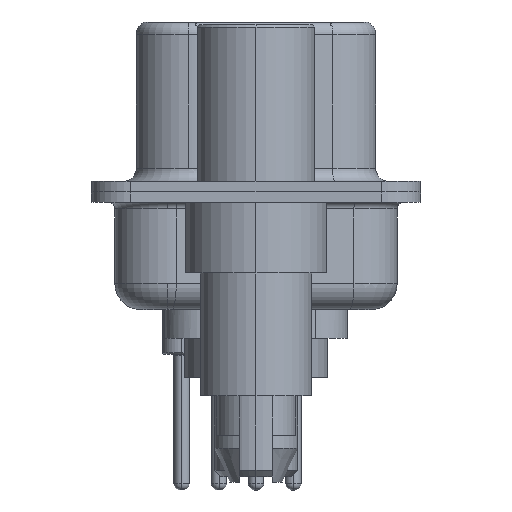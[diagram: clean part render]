
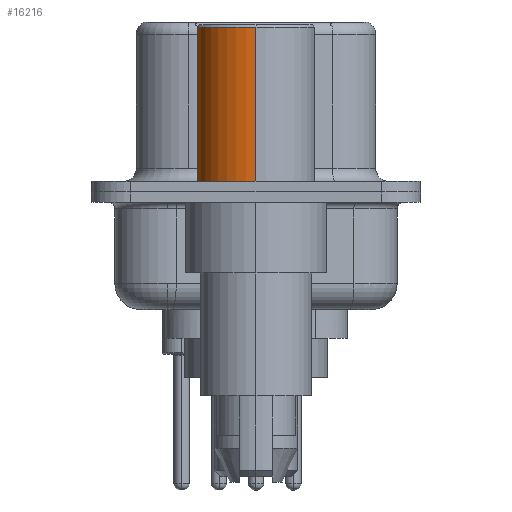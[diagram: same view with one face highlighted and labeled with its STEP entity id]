
A CAD part, left-side view. The second image highlights one B-rep face of the part: STEP entity #16216.
In plain terms, the highlighted cylindrical face has radius 2.25 mm (diameter 4.5 mm), a partial arc.
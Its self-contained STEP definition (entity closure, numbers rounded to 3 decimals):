
#372 = CARTESIAN_POINT ( 'NONE',  ( 0., 0., 0.581 ) ) ;
#1077 = EDGE_CURVE ( 'NONE', #8668, #11739, #13207, .T. ) ;
#1592 = EDGE_LOOP ( 'NONE', ( #8652, #1939, #7415, #20136 ) ) ;
#1939 = ORIENTED_EDGE ( 'NONE', *, *, #7424, .T. ) ;
#2150 = VERTEX_POINT ( 'NONE', #12922 ) ;
#3393 = VERTEX_POINT ( 'NONE', #3618 ) ;
#3618 = CARTESIAN_POINT ( 'NONE',  ( -2.25, 0., 0.4 ) ) ;
#3634 = CARTESIAN_POINT ( 'NONE',  ( -2.25, 0., 0.581 ) ) ;
#4094 = CARTESIAN_POINT ( 'NONE',  ( 2.25, 0., 6.3 ) ) ;
#4749 = CARTESIAN_POINT ( 'NONE',  ( 0., 0., 6.3 ) ) ;
#5217 = DIRECTION ( 'NONE',  ( 0., 0., 1. ) ) ;
#6354 = DIRECTION ( 'NONE',  ( 1., 0., 0. ) ) ;
#6626 = CARTESIAN_POINT ( 'NONE',  ( 2.25, 0., 0.4 ) ) ;
#6645 = DIRECTION ( 'NONE',  ( 0., 0., 1. ) ) ;
#6667 = CARTESIAN_POINT ( 'NONE',  ( 0., 0., 0.4 ) ) ;
#7415 = ORIENTED_EDGE ( 'NONE', *, *, #16683, .F. ) ;
#7424 = EDGE_CURVE ( 'NONE', #3393, #2150, #19364, .T. ) ;
#8261 = DIRECTION ( 'NONE',  ( 1., 0., 0. ) ) ;
#8652 = ORIENTED_EDGE ( 'NONE', *, *, #11623, .T. ) ;
#8668 = VERTEX_POINT ( 'NONE', #6626 ) ;
#8966 = VECTOR ( 'NONE', #6645, 1000. ) ;
#9641 = CIRCLE ( 'NONE', #17549, 2.25 ) ;
#10949 = FACE_OUTER_BOUND ( 'NONE', #1592, .T. ) ;
#11391 = DIRECTION ( 'NONE',  ( 1., 0., 0. ) ) ;
#11623 = EDGE_CURVE ( 'NONE', #8668, #3393, #9641, .T. ) ;
#11739 = VERTEX_POINT ( 'NONE', #4094 ) ;
#11913 = AXIS2_PLACEMENT_3D ( 'NONE', #4749, #15929, #6354 ) ;
#12922 = CARTESIAN_POINT ( 'NONE',  ( -2.25, 0., 6.3 ) ) ;
#13207 = LINE ( 'NONE', #20415, #8966 ) ;
#14659 = DIRECTION ( 'NONE',  ( 0., 0., 1. ) ) ;
#15929 = DIRECTION ( 'NONE',  ( 0., 0., 1. ) ) ;
#16006 = AXIS2_PLACEMENT_3D ( 'NONE', #372, #14659, #11391 ) ;
#16216 = ADVANCED_FACE ( 'NONE', ( #10949 ), #18083, .T. ) ;
#16683 = EDGE_CURVE ( 'NONE', #11739, #2150, #19053, .T. ) ;
#17549 = AXIS2_PLACEMENT_3D ( 'NONE', #6667, #17892, #8261 ) ;
#17892 = DIRECTION ( 'NONE',  ( 0., 0., 1. ) ) ;
#18083 = CYLINDRICAL_SURFACE ( 'NONE', #16006, 2.25 ) ;
#18641 = VECTOR ( 'NONE', #5217, 1000. ) ;
#19053 = CIRCLE ( 'NONE', #11913, 2.25 ) ;
#19364 = LINE ( 'NONE', #3634, #18641 ) ;
#20136 = ORIENTED_EDGE ( 'NONE', *, *, #1077, .F. ) ;
#20415 = CARTESIAN_POINT ( 'NONE',  ( 2.25, 0., 0.581 ) ) ;
